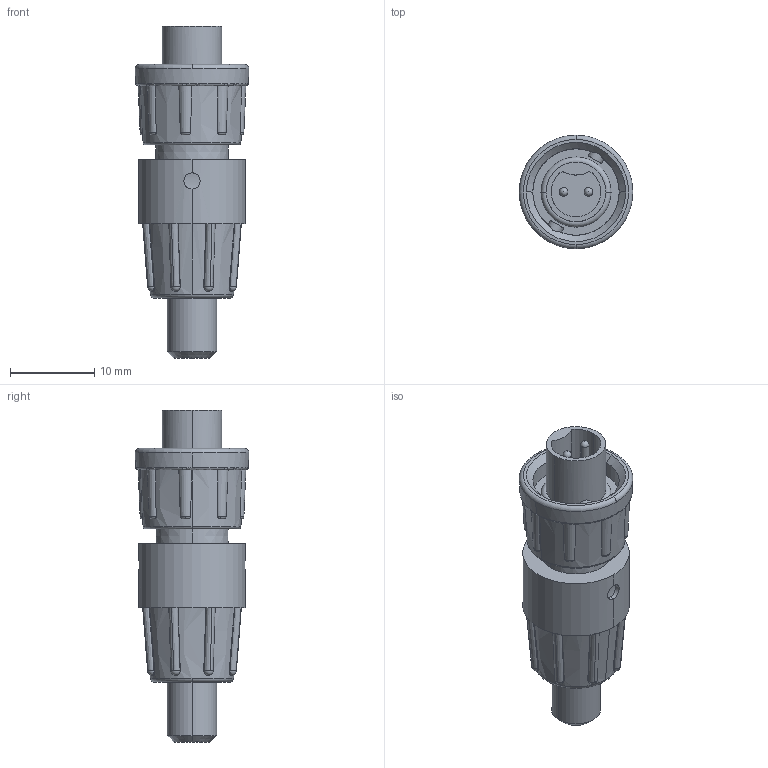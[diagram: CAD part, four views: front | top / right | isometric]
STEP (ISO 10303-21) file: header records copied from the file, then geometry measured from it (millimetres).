
FILE_DESCRIPTION (( 'STEP AP203' ), '1' );
FILE_NAME ('16282-2PG-315.STEP', '2012-11-30T19:55:05', ( 'J0FPBF1' ), ( '' ), 'SwSTEP 2.0', 'SolidWorks 2012', '' );
FILE_SCHEMA (( 'CONFIG_CONTROL_DESIGN' ));
Length unit declared in the file: inch
Products named in the file (1): 16282-2PG-315
Bounding box: 13.51 x 13.51 x 39.45 mm (x, y, z)
Volume: 3026.3 mm3; surface area: 2057.5 mm2
Topology: 1 solids, 1 shells, 176 faces, 471 edges, 302 vertices
Faces by surface type: plane 48, cylinder 35, torus 27, bspline 27, cone 23, sphere 16
Entity records: 6975 total; most frequent: CARTESIAN_POINT 2870, ORIENTED_EDGE 912, DIRECTION 772, EDGE_CURVE 456, AXIS2_PLACEMENT_3D 334, VERTEX_POINT 292, EDGE_LOOP 186, CIRCLE 184
